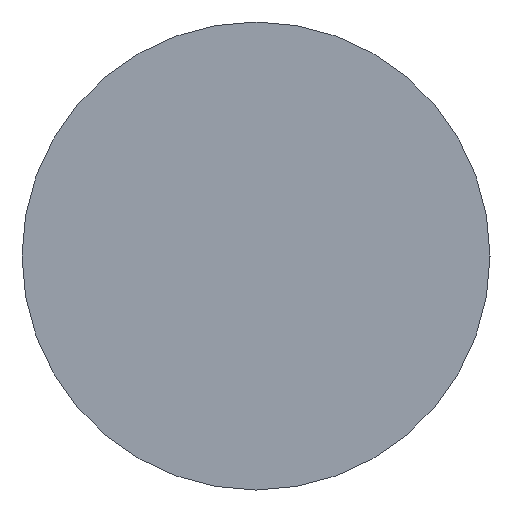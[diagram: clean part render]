
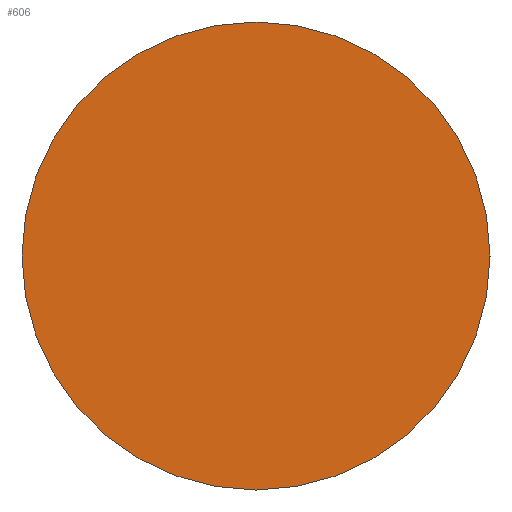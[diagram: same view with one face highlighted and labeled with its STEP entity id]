
A CAD part, left-side view. The second image highlights one B-rep face of the part: STEP entity #606.
In plain terms, the highlighted planar face has unit normal (-1, 0, 0).
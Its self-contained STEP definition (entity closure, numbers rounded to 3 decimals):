
#207=CARTESIAN_POINT('',(-16.,0.,0.));
#208=DIRECTION('',(1.,0.,0.));
#209=DIRECTION('',(0.,1.,0.));
#210=AXIS2_PLACEMENT_3D('',#207,#208,#209);
#212=CARTESIAN_POINT('',(-16.,0.,0.));
#213=DIRECTION('',(-1.,0.,0.));
#214=DIRECTION('',(0.,1.,0.));
#215=AXIS2_PLACEMENT_3D('',#212,#213,#214);
#234=CARTESIAN_POINT('',(-16.,12.5,0.));
#236=VERTEX_POINT('',#234);
#254=CARTESIAN_POINT('',(-16.,-12.5,0.));
#256=VERTEX_POINT('',#254);
#597=CARTESIAN_POINT('',(-16.,0.,0.));
#598=DIRECTION('',(-1.,0.,0.));
#599=DIRECTION('',(0.,1.,0.));
#600=AXIS2_PLACEMENT_3D('',#597,#598,#599);
#601=PLANE('',#600);
#602=ORIENTED_EDGE('',*,*,#592,.T.);
#603=ORIENTED_EDGE('',*,*,#576,.F.);
#604=EDGE_LOOP('',(#602,#603));
#605=FACE_OUTER_BOUND('',#604,.F.);
#606=ADVANCED_FACE('',(#605),#601,.T.);
#211=CIRCLE('',#210,12.5);
#216=CIRCLE('',#215,12.5);
#576=EDGE_CURVE('',#236,#256,#216,.T.);
#592=EDGE_CURVE('',#236,#256,#211,.T.);
